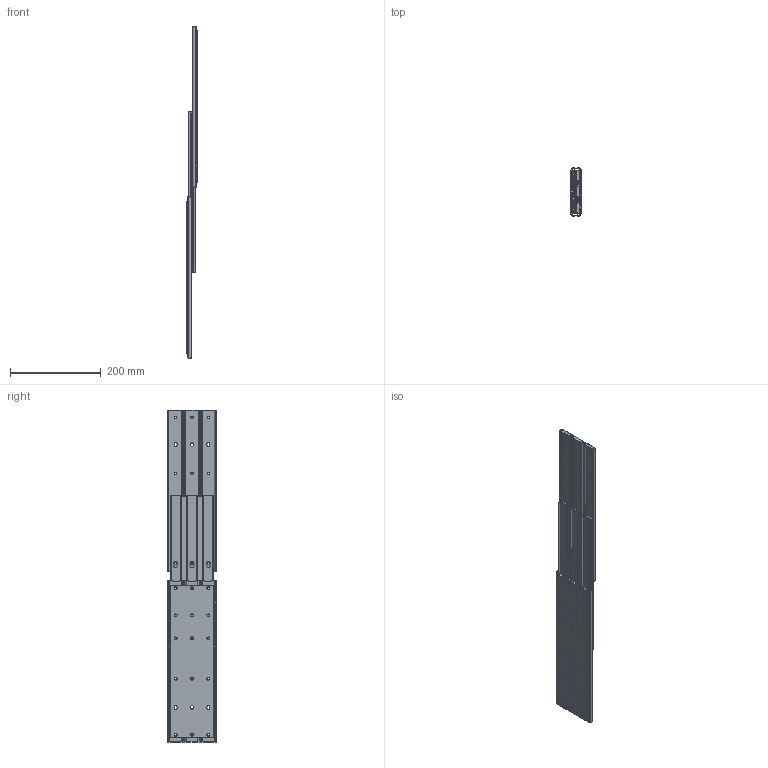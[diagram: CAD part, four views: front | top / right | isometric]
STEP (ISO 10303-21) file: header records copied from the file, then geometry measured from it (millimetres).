
FILE_DESCRIPTION (( 'STEP AP203' ), '1' );
FILE_NAME ('U53-14.STEP', '2020-07-08T08:30:54', ( '' ), ( '' ), 'SwSTEP 2.0', 'SolidWorks 2019', '' );
FILE_SCHEMA (( 'CONFIG_CONTROL_DESIGN' ));
Length unit declared in the file: millimetre
Products named in the file (5): IM U53-14; IM継板-14; OM U53-14; U53-14; OM継板-14 
Assembly tree (15 placements, depth 2):
  U53-14
    OM U53-14  x6
    OM継板-14   x2
    IM U53-14  x6
    IM継板-14
Bounding box: 23.5 x 107.28 x 732.7 mm (x, y, z)
Volume: 396019.8 mm3; surface area: 549073.5 mm2
Topology: 15 solids, 15 shells, 927 faces, 2679 edges, 1782 vertices
Faces by surface type: cylinder 483, plane 444
Entity records: 9221 total; most frequent: CARTESIAN_POINT 1680, DIRECTION 1442, ORIENTED_EDGE 1400, EDGE_CURVE 700, AXIS2_PLACEMENT_3D 528, VERTEX_POINT 466, LINE 386, VECTOR 386
